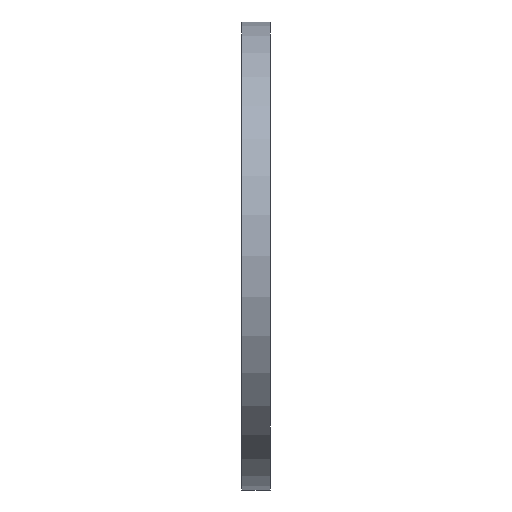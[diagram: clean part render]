
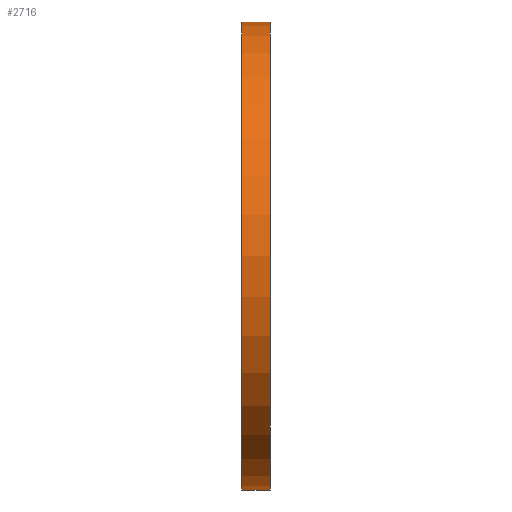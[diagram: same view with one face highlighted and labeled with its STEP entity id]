
A CAD part, left-side view. The second image highlights one B-rep face of the part: STEP entity #2716.
In plain terms, the highlighted cylindrical face has radius 50 mm (diameter 100 mm), a partial arc.
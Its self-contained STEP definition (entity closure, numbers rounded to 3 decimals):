
#496 = DIRECTION ( 'NONE',  ( 0., -1., 0. ) ) ;
#1328 = DIRECTION ( 'NONE',  ( 0., -1., 0. ) ) ;
#1489 = CARTESIAN_POINT ( 'NONE',  ( 0., 6., -50. ) ) ;
#1836 = LINE ( 'NONE', #11682, #6547 ) ;
#2102 = VERTEX_POINT ( 'NONE', #5178 ) ;
#2326 = CARTESIAN_POINT ( 'NONE',  ( 0., 6., 0. ) ) ;
#2680 = LINE ( 'NONE', #1489, #7256 ) ;
#2716 = ADVANCED_FACE ( 'NONE', ( #6986 ), #11403, .T. ) ;
#2789 = DIRECTION ( 'NONE',  ( 0., 1., 0. ) ) ;
#3104 = ORIENTED_EDGE ( 'NONE', *, *, #11595, .F. ) ;
#3204 = ORIENTED_EDGE ( 'NONE', *, *, #4760, .T. ) ;
#3801 = ORIENTED_EDGE ( 'NONE', *, *, #4368, .T. ) ;
#3905 = CARTESIAN_POINT ( 'NONE',  ( 0., 0., -50. ) ) ;
#3913 = EDGE_LOOP ( 'NONE', ( #4021, #3104, #3204, #3801 ) ) ;
#4021 = ORIENTED_EDGE ( 'NONE', *, *, #12148, .F. ) ;
#4081 = VERTEX_POINT ( 'NONE', #3905 ) ;
#4107 = DIRECTION ( 'NONE',  ( 0., 1., 0. ) ) ;
#4368 = EDGE_CURVE ( 'NONE', #4081, #8470, #11095, .T. ) ;
#4760 = EDGE_CURVE ( 'NONE', #9334, #4081, #2680, .T. ) ;
#5062 = AXIS2_PLACEMENT_3D ( 'NONE', #2326, #9871, #7829 ) ;
#5178 = CARTESIAN_POINT ( 'NONE',  ( 0., 6., 50. ) ) ;
#6545 = DIRECTION ( 'NONE',  ( 0., 0., 1. ) ) ;
#6547 = VECTOR ( 'NONE', #1328, 1000. ) ;
#6640 = AXIS2_PLACEMENT_3D ( 'NONE', #7366, #2789, #6545 ) ;
#6714 = CIRCLE ( 'NONE', #9919, 50. ) ;
#6986 = FACE_OUTER_BOUND ( 'NONE', #3913, .T. ) ;
#7256 = VECTOR ( 'NONE', #496, 1000. ) ;
#7366 = CARTESIAN_POINT ( 'NONE',  ( 0., 0., 0. ) ) ;
#7829 = DIRECTION ( 'NONE',  ( 0., 0., -1. ) ) ;
#8470 = VERTEX_POINT ( 'NONE', #11939 ) ;
#9334 = VERTEX_POINT ( 'NONE', #12220 ) ;
#9701 = DIRECTION ( 'NONE',  ( 0., 0., 1. ) ) ;
#9871 = DIRECTION ( 'NONE',  ( 0., -1., 0. ) ) ;
#9919 = AXIS2_PLACEMENT_3D ( 'NONE', #11446, #4107, #9701 ) ;
#11095 = CIRCLE ( 'NONE', #6640, 50. ) ;
#11403 = CYLINDRICAL_SURFACE ( 'NONE', #5062, 50. ) ;
#11446 = CARTESIAN_POINT ( 'NONE',  ( 0., 6., 0. ) ) ;
#11595 = EDGE_CURVE ( 'NONE', #9334, #2102, #6714, .T. ) ;
#11682 = CARTESIAN_POINT ( 'NONE',  ( 0., 6., 50. ) ) ;
#11939 = CARTESIAN_POINT ( 'NONE',  ( 0., 0., 50. ) ) ;
#12148 = EDGE_CURVE ( 'NONE', #2102, #8470, #1836, .T. ) ;
#12220 = CARTESIAN_POINT ( 'NONE',  ( 0., 6., -50. ) ) ;
